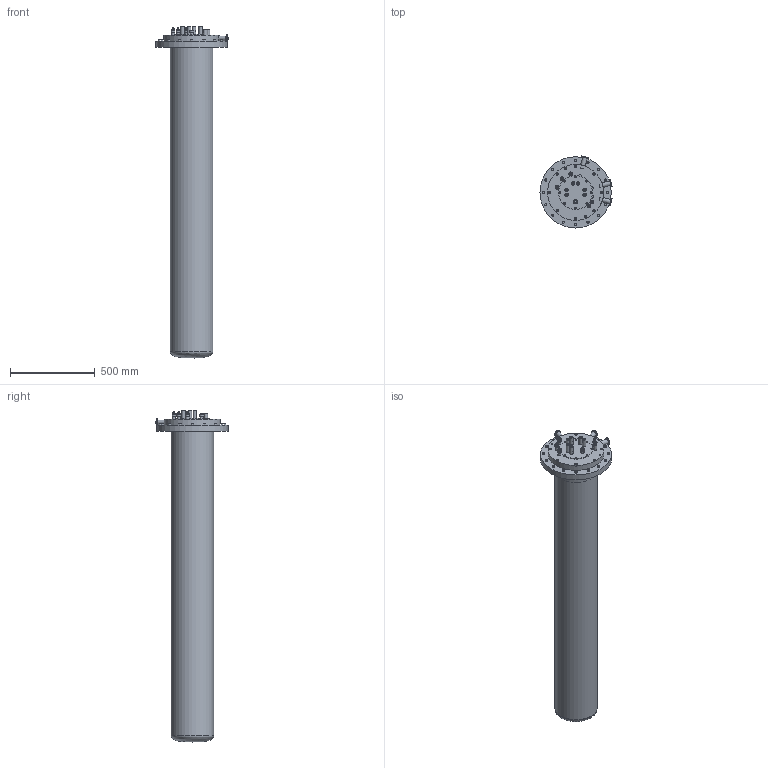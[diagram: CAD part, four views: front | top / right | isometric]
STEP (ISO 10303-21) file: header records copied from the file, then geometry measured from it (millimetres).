
FILE_DESCRIPTION(/* description */ (''),/* implementation_level */ '2;1');
FILE_NAME(/* name */ '11T insertable.stp',/* time_stamp */ '2018-03-15T14:34:32+01:00',/* author */ ('Sander Wessel'),/* organization */ (''),/* preprocessor_version */ 'ST-DEVELOPER v16.13',/* originating_system */ 'Autodesk Inventor 2018',/* authorisation */ '');
FILE_SCHEMA (('AUTOMOTIVE_DESIGN { 1 0 10303 214 3 1 1 }'));
Length unit declared in the file: millimetre
Products named in the file (18): 11T insertable; 11T insertable deksel; He-doorvoer; messing; topflens 11T; 11T magnet; bodemflens 11T; 11T cryostaat; M10 prop; NW25 flens met pijp; Magnet Terminal; Stralingschild; 140 Transformer Flange; 140 mm flens; Magnet Terminal_1; He-rvs; messing-zonder-dop; Tube Insert
Assembly tree (30 placements, depth 3):
  11T insertable
    11T insertable deksel
    He-doorvoer  x3
      messing
      He-rvs
    topflens 11T
    11T magnet
    bodemflens 11T
    11T cryostaat
    M10 prop  x3
    NW25 flens met pijp  x3
    Magnet Terminal  x2
    Stralingschild
    140 Transformer Flange
      140 mm flens
      Magnet Terminal_1  x6
      He-rvs
      messing-zonder-dop
      Tube Insert
Bounding box: 424.76 x 424.76 x 1956.79 mm (x, y, z)
Volume: 18985230 mm3; surface area: 4841478.8 mm2
Topology: 30 solids, 30 shells, 615 faces, 1411 edges, 938 vertices
Faces by surface type: cylinder 272, cone 178, plane 158, bspline 4, torus 3
Full cylindrical faces by diameter (mm): 3 x2, 4.917 x25, 5 x6, 6 x8, 6.647 x20, 8 x8, 8.376 x7, 9 x25, 10 x6, 11 x9, 11.835 x3, 12 x17, 13 x23, 14 x15, 18 x8, 20 x17, 22 x9, 24 x9, 25 x1, 26.2 x3, 28 x6, 40 x3, 80 x3, 134 x2, 139 x1, 140 x1, 144.6 x1, 145 x1, 158 x1, 168.4 x1
Entity records: 11851 total; most frequent: CARTESIAN_POINT 2319, DIRECTION 2023, ORIENTED_EDGE 1262, AXIS2_PLACEMENT_3D 964, EDGE_LOOP 890, EDGE_CURVE 631, VERTEX_POINT 567, CIRCLE 496
